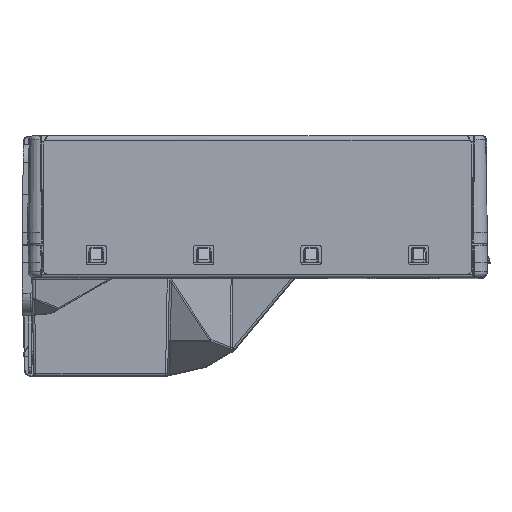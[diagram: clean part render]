
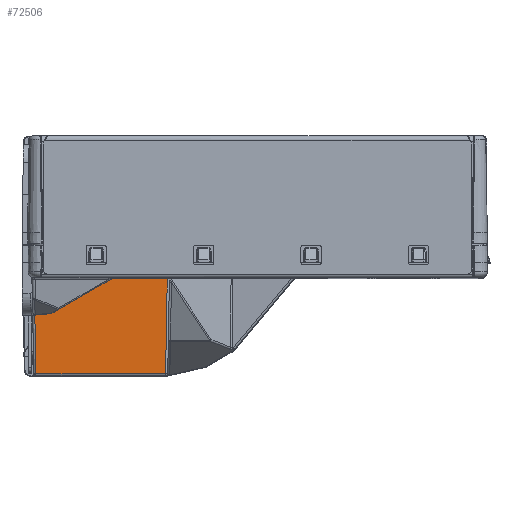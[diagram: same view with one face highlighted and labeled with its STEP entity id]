
A CAD part, top view. The second image highlights one B-rep face of the part: STEP entity #72506.
In plain terms, the highlighted planar face has unit normal (0, -0.018, 1).
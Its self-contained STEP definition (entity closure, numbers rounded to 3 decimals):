
#2333 = EDGE_CURVE ( 'NONE', #36887, #105536, #107560, .T. ) ;
#2903 = CARTESIAN_POINT ( 'NONE',  ( 0., -3., -5.25 ) ) ;
#4070 = FACE_OUTER_BOUND ( 'NONE', #14217, .T. ) ;
#10635 = VECTOR ( 'NONE', #98922, 1000. ) ;
#11787 = PLANE ( 'NONE',  #40450 ) ;
#12102 = CARTESIAN_POINT ( 'NONE',  ( -21.152, -3.229, -5.223 ) ) ;
#13951 = LINE ( 'NONE', #58335, #98523 ) ;
#14217 = EDGE_LOOP ( 'NONE', ( #70606, #91450, #37975, #53633, #16784, #67725, #17244, #68363 ) ) ;
#16155 = DIRECTION ( 'NONE',  ( 1., 0., 0. ) ) ;
#16784 = ORIENTED_EDGE ( 'NONE', *, *, #85844, .F. ) ;
#17244 = ORIENTED_EDGE ( 'NONE', *, *, #82037, .T. ) ;
#23065 = VECTOR ( 'NONE', #52492, 1000. ) ;
#24724 = LINE ( 'NONE', #105608, #23065 ) ;
#25227 = LINE ( 'NONE', #25818, #79337 ) ;
#25818 = CARTESIAN_POINT ( 'NONE',  ( -21.297, -15.103, -5.461 ) ) ;
#26522 = CARTESIAN_POINT ( 'NONE',  ( -33.371, -15.103, -5.461 ) ) ;
#26817 = CARTESIAN_POINT ( 'NONE',  ( -33.583, -3., -5.25 ) ) ;
#26881 = CARTESIAN_POINT ( 'NONE',  ( 0., -3., -5.25 ) ) ;
#28472 = DIRECTION ( 'NONE',  ( 0.026, 1., 0.017 ) ) ;
#29615 = CARTESIAN_POINT ( 'NONE',  ( -21.085, -3., -5.25 ) ) ;
#31584 = CARTESIAN_POINT ( 'NONE',  ( 0., -15.103, -5.461 ) ) ;
#34163 = EDGE_CURVE ( 'NONE', #81530, #57572, #24724, .T. ) ;
#35202 = EDGE_CURVE ( 'NONE', #105536, #57572, #13951, .T. ) ;
#36103 = EDGE_CURVE ( 'NONE', #36887, #75027, #101246, .T. ) ;
#36887 = VERTEX_POINT ( 'NONE', #116507 ) ;
#37975 = ORIENTED_EDGE ( 'NONE', *, *, #34163, .F. ) ;
#38989 = DIRECTION ( 'NONE',  ( 0., -0.017, 1. ) ) ;
#40450 = AXIS2_PLACEMENT_3D ( 'NONE', #2903, #38989, #48453 ) ;
#40576 = VERTEX_POINT ( 'NONE', #26522 ) ;
#40606 = DIRECTION ( 'NONE',  ( 0.005, 1., 0.017 ) ) ;
#46351 = DIRECTION ( 'NONE',  ( 1., 0., 0. ) ) ;
#48453 = DIRECTION ( 'NONE',  ( 0., -1., -0.017 ) ) ;
#52492 = DIRECTION ( 'NONE',  ( -0.026, -1., -0.017 ) ) ;
#53633 = ORIENTED_EDGE ( 'NONE', *, *, #99564, .F. ) ;
#55337 = CARTESIAN_POINT ( 'NONE',  ( -21.085, -6.003, -5.302 ) ) ;
#56060 = VECTOR ( 'NONE', #60922, 1000. ) ;
#56595 = VERTEX_POINT ( 'NONE', #88550 ) ;
#57572 = VERTEX_POINT ( 'NONE', #12102 ) ;
#58335 = CARTESIAN_POINT ( 'NONE',  ( -21.12, -4.312, -5.273 ) ) ;
#60922 = DIRECTION ( 'NONE',  ( -0.017, 1., 0.017 ) ) ;
#61836 = DIRECTION ( 'NONE',  ( 0.017, 1., 0.017 ) ) ;
#63888 = VERTEX_POINT ( 'NONE', #26817 ) ;
#67725 = ORIENTED_EDGE ( 'NONE', *, *, #80072, .T. ) ;
#68363 = ORIENTED_EDGE ( 'NONE', *, *, #36103, .F. ) ;
#70606 = ORIENTED_EDGE ( 'NONE', *, *, #2333, .T. ) ;
#72246 = VECTOR ( 'NONE', #46351, 1000. ) ;
#72506 = ADVANCED_FACE ( 'NONE', ( #4070 ), #11787, .T. ) ;
#73508 = LINE ( 'NONE', #26881, #72246 ) ;
#75027 = VERTEX_POINT ( 'NONE', #101278 ) ;
#79169 = CARTESIAN_POINT ( 'NONE',  ( -33.572, -3.586, -5.26 ) ) ;
#79337 = VECTOR ( 'NONE', #61836, 1000. ) ;
#80072 = EDGE_CURVE ( 'NONE', #40576, #56595, #105940, .T. ) ;
#80925 = LINE ( 'NONE', #79169, #56060 ) ;
#81530 = VERTEX_POINT ( 'NONE', #29615 ) ;
#82037 = EDGE_CURVE ( 'NONE', #56595, #75027, #25227, .T. ) ;
#85844 = EDGE_CURVE ( 'NONE', #40576, #63888, #80925, .T. ) ;
#88550 = CARTESIAN_POINT ( 'NONE',  ( -21.297, -15.103, -5.461 ) ) ;
#91450 = ORIENTED_EDGE ( 'NONE', *, *, #35202, .T. ) ;
#94241 = VECTOR ( 'NONE', #28472, 1000. ) ;
#94370 = CARTESIAN_POINT ( 'NONE',  ( -21.12, -4.312, -5.273 ) ) ;
#98523 = VECTOR ( 'NONE', #40606, 1000. ) ;
#98922 = DIRECTION ( 'NONE',  ( 1., 0., 0. ) ) ;
#99564 = EDGE_CURVE ( 'NONE', #63888, #81530, #73508, .T. ) ;
#100411 = CARTESIAN_POINT ( 'NONE',  ( -21.164, -6.003, -5.302 ) ) ;
#101246 = LINE ( 'NONE', #55337, #10635 ) ;
#101278 = CARTESIAN_POINT ( 'NONE',  ( -21.138, -6.003, -5.302 ) ) ;
#101636 = VECTOR ( 'NONE', #16155, 1000. ) ;
#105536 = VERTEX_POINT ( 'NONE', #94370 ) ;
#105608 = CARTESIAN_POINT ( 'NONE',  ( -21.085, -3., -5.25 ) ) ;
#105940 = LINE ( 'NONE', #31584, #101636 ) ;
#107560 = LINE ( 'NONE', #100411, #94241 ) ;
#116507 = CARTESIAN_POINT ( 'NONE',  ( -21.164, -6.003, -5.302 ) ) ;
